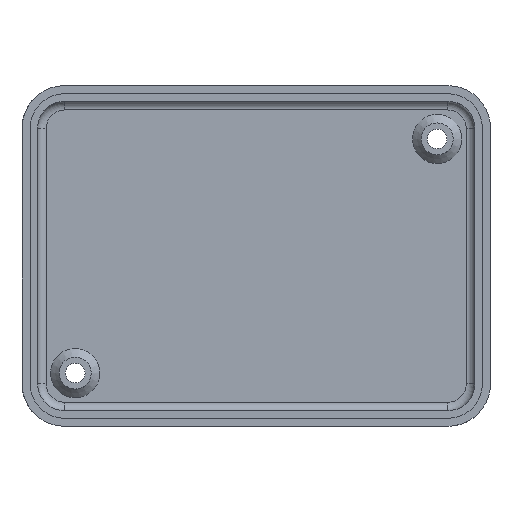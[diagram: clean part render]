
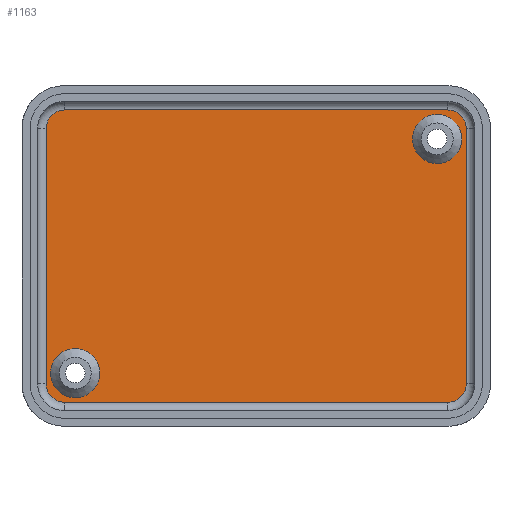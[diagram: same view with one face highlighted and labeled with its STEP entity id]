
A CAD part, top view. The second image highlights one B-rep face of the part: STEP entity #1163.
In plain terms, the highlighted planar face has unit normal (0, 0, 1).
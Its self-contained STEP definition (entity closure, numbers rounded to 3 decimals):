
#96=FACE_BOUND('',#193,.T.);
#97=FACE_BOUND('',#194,.T.);
#115=FACE_OUTER_BOUND('',#192,.T.);
#192=EDGE_LOOP('',(#800,#801,#802,#803,#804,#805,#806,#807));
#193=EDGE_LOOP('',(#808));
#194=EDGE_LOOP('',(#809));
#277=LINE('',#2222,#349);
#278=LINE('',#2226,#350);
#279=LINE('',#2230,#351);
#280=LINE('',#2234,#352);
#349=VECTOR('',#1454,38.1);
#350=VECTOR('',#1457,57.15);
#351=VECTOR('',#1460,38.1);
#352=VECTOR('',#1463,57.15);
#428=CIRCLE('',#1261,2.743);
#429=CIRCLE('',#1262,2.743);
#430=CIRCLE('',#1263,2.743);
#431=CIRCLE('',#1264,2.743);
#432=CIRCLE('',#1265,3.658);
#433=CIRCLE('',#1266,3.658);
#520=VERTEX_POINT('',#2220);
#521=VERTEX_POINT('',#2221);
#522=VERTEX_POINT('',#2223);
#523=VERTEX_POINT('',#2225);
#524=VERTEX_POINT('',#2227);
#525=VERTEX_POINT('',#2229);
#526=VERTEX_POINT('',#2231);
#527=VERTEX_POINT('',#2233);
#528=VERTEX_POINT('',#2236);
#529=VERTEX_POINT('',#2238);
#630=EDGE_CURVE('',#520,#521,#277,.T.);
#631=EDGE_CURVE('',#520,#522,#428,.T.);
#632=EDGE_CURVE('',#523,#522,#278,.T.);
#633=EDGE_CURVE('',#523,#524,#429,.T.);
#634=EDGE_CURVE('',#525,#524,#279,.T.);
#635=EDGE_CURVE('',#525,#526,#430,.T.);
#636=EDGE_CURVE('',#527,#526,#280,.T.);
#637=EDGE_CURVE('',#527,#521,#431,.T.);
#638=EDGE_CURVE('',#528,#528,#432,.T.);
#639=EDGE_CURVE('',#529,#529,#433,.T.);
#800=ORIENTED_EDGE('',*,*,#630,.F.);
#801=ORIENTED_EDGE('',*,*,#631,.T.);
#802=ORIENTED_EDGE('',*,*,#632,.F.);
#803=ORIENTED_EDGE('',*,*,#633,.T.);
#804=ORIENTED_EDGE('',*,*,#634,.F.);
#805=ORIENTED_EDGE('',*,*,#635,.T.);
#806=ORIENTED_EDGE('',*,*,#636,.F.);
#807=ORIENTED_EDGE('',*,*,#637,.T.);
#808=ORIENTED_EDGE('',*,*,#638,.T.);
#809=ORIENTED_EDGE('',*,*,#639,.T.);
#1065=PLANE('',#1260);
#1163=ADVANCED_FACE('',(#115,#96,#97),#1065,.T.);
#1260=AXIS2_PLACEMENT_3D('',#2219,#1452,#1453);
#1261=AXIS2_PLACEMENT_3D('',#2224,#1455,#1456);
#1262=AXIS2_PLACEMENT_3D('',#2228,#1458,#1459);
#1263=AXIS2_PLACEMENT_3D('',#2232,#1461,#1462);
#1264=AXIS2_PLACEMENT_3D('',#2235,#1464,#1465);
#1265=AXIS2_PLACEMENT_3D('',#2237,#1466,#1467);
#1266=AXIS2_PLACEMENT_3D('',#2239,#1468,#1469);
#1452=DIRECTION('center_axis',(0.,0.,1.));
#1453=DIRECTION('ref_axis',(1.,0.,0.));
#1454=DIRECTION('',(0.,1.,0.));
#1455=DIRECTION('center_axis',(0.,0.,
1.));
#1456=DIRECTION('ref_axis',(-1.,0.,0.));
#1457=DIRECTION('',(-1.,0.,0.));
#1458=DIRECTION('center_axis',(0.,0.,
1.));
#1459=DIRECTION('ref_axis',(0.,-1.,0.));
#1460=DIRECTION('',(0.,-1.,0.));
#1461=DIRECTION('center_axis',(0.,0.,
1.));
#1462=DIRECTION('ref_axis',(1.,0.,0.));
#1463=DIRECTION('',(1.,0.,0.));
#1464=DIRECTION('center_axis',(0.,0.,
1.));
#1465=DIRECTION('ref_axis',(0.,1.,0.));
#1466=DIRECTION('center_axis',(0.,0.,-1.));
#1467=DIRECTION('ref_axis',(1.,0.,0.));
#1468=DIRECTION('center_axis',(0.,0.,-1.));
#1469=DIRECTION('ref_axis',(1.,0.,0.));
#2219=CARTESIAN_POINT('Origin',(125.805,90.892,2.413));
#2220=CARTESIAN_POINT('',(94.487,71.842,2.413));
#2221=CARTESIAN_POINT('',(94.487,109.942,2.413));
#2222=CARTESIAN_POINT('',(94.487,71.842,2.413));
#2223=CARTESIAN_POINT('',(97.23,69.099,2.413));
#2224=CARTESIAN_POINT('Origin',(97.23,71.842,2.413));
#2225=CARTESIAN_POINT('',(154.38,69.099,2.413));
#2226=CARTESIAN_POINT('',(154.38,69.099,2.413));
#2227=CARTESIAN_POINT('',(157.124,71.842,2.413));
#2228=CARTESIAN_POINT('Origin',(154.38,71.842,2.413));
#2229=CARTESIAN_POINT('',(157.124,109.942,2.413));
#2230=CARTESIAN_POINT('',(157.124,109.942,2.413));
#2231=CARTESIAN_POINT('',(154.38,112.686,2.413));
#2232=CARTESIAN_POINT('Origin',(154.38,109.942,2.413));
#2233=CARTESIAN_POINT('',(97.23,112.686,2.413));
#2234=CARTESIAN_POINT('',(97.23,112.686,2.413));
#2235=CARTESIAN_POINT('Origin',(97.23,109.942,2.413));
#2236=CARTESIAN_POINT('',(149.135,108.355,2.413));
#2237=CARTESIAN_POINT('Origin',(152.793,108.355,2.413));
#2238=CARTESIAN_POINT('',(95.16,73.43,2.413));
#2239=CARTESIAN_POINT('Origin',(98.818,73.43,2.413));
